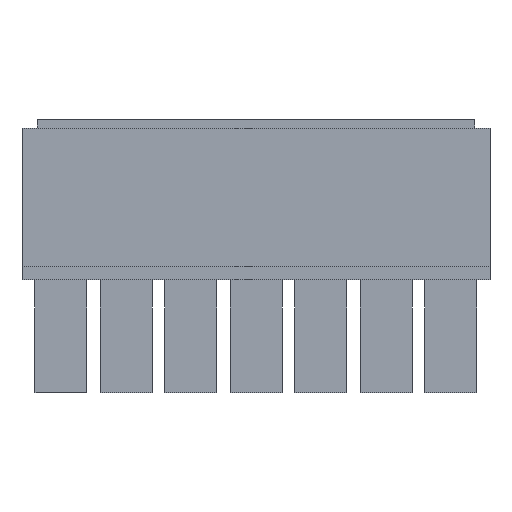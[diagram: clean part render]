
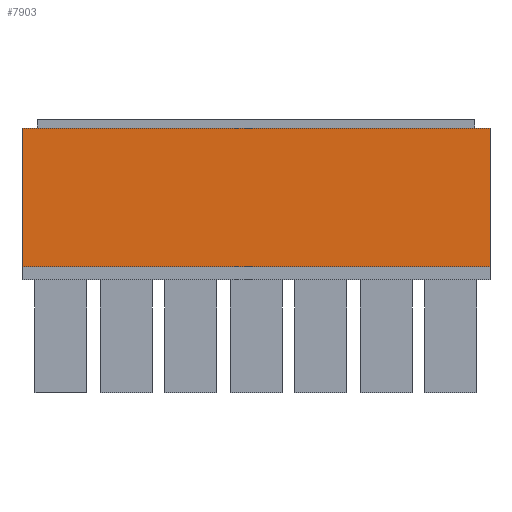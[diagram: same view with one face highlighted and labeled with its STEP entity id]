
A CAD part, front view. The second image highlights one B-rep face of the part: STEP entity #7903.
In plain terms, the highlighted planar face has unit normal (0, -1, 0).
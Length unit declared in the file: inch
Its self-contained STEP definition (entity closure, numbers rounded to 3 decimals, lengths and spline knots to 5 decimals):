
#9=DIRECTION('',(0.,0.,-1.));
#10=VECTOR('',#9,0.32);
#11=CARTESIAN_POINT('',(-0.54,0.,0.));
#12=LINE('',#11,#10);
#1455=DIRECTION('',(0.,0.,-1.));
#1456=VECTOR('',#1455,0.32);
#1457=CARTESIAN_POINT('',(0.54,0.,0.));
#1458=LINE('',#1457,#1456);
#2135=DIRECTION('',(1.,0.,0.));
#2136=VECTOR('',#2135,1.08);
#2137=CARTESIAN_POINT('',(-0.54,0.,0.));
#2138=LINE('',#2137,#2136);
#2139=DIRECTION('',(1.,0.,0.));
#2140=VECTOR('',#2139,1.08);
#2141=CARTESIAN_POINT('',(-0.54,0.,-0.32));
#2142=LINE('',#2141,#2140);
#3607=CARTESIAN_POINT('',(-0.54,0.,0.));
#3608=CARTESIAN_POINT('',(-0.54,0.,-0.32));
#3609=VERTEX_POINT('',#3607);
#3610=VERTEX_POINT('',#3608);
#3623=CARTESIAN_POINT('',(0.54,0.,0.));
#3624=CARTESIAN_POINT('',(0.54,0.,-0.32));
#3625=VERTEX_POINT('',#3623);
#3626=VERTEX_POINT('',#3624);
#7891=CARTESIAN_POINT('',(-0.54,0.,0.));
#7892=DIRECTION('',(0.,-1.,0.));
#7893=DIRECTION('',(0.,0.,-1.));
#7894=AXIS2_PLACEMENT_3D('',#7891,#7892,#7893);
#7895=PLANE('',#7894);
#7896=ORIENTED_EDGE('',*,*,#4728,.F.);
#7897=ORIENTED_EDGE('',*,*,#6818,.T.);
#7898=ORIENTED_EDGE('',*,*,#6776,.T.);
#7900=ORIENTED_EDGE('',*,*,#7899,.F.);
#7901=EDGE_LOOP('',(#7896,#7897,#7898,#7900));
#7902=FACE_OUTER_BOUND('',#7901,.F.);
#7903=ADVANCED_FACE('',(#7902),#7895,.T.);
#4728=EDGE_CURVE('',#3609,#3610,#12,.T.);
#6776=EDGE_CURVE('',#3625,#3626,#1458,.T.);
#6818=EDGE_CURVE('',#3609,#3625,#2138,.T.);
#7899=EDGE_CURVE('',#3610,#3626,#2142,.T.);
